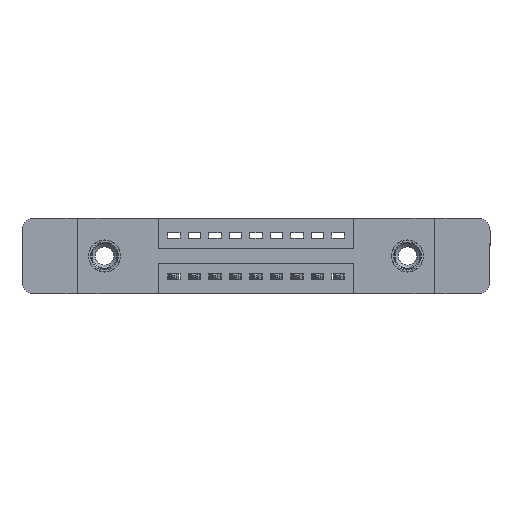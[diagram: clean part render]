
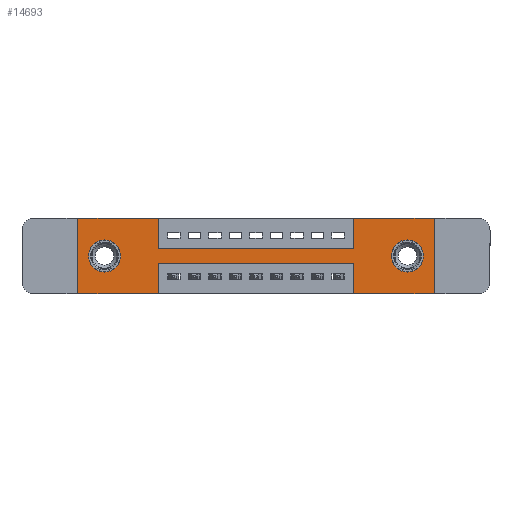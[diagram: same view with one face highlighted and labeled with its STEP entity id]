
A CAD part, front view. The second image highlights one B-rep face of the part: STEP entity #14693.
In plain terms, the highlighted planar face has unit normal (0, -1, 0).
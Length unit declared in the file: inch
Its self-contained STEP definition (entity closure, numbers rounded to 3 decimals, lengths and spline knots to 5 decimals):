
#75 = ORIENTED_EDGE ( 'NONE', *, *, #162, .F. ) ;
#162 = EDGE_CURVE ( 'NONE', #4594, #1754, #7799, .T. ) ;
#335 = CARTESIAN_POINT ( 'NONE',  ( 0., 0., 0. ) ) ;
#543 = CARTESIAN_POINT ( 'NONE',  ( 0.3925, 0., -0.37 ) ) ;
#597 = AXIS2_PLACEMENT_3D ( 'NONE', #15608, #5445, #8044 ) ;
#933 = LINE ( 'NONE', #6788, #8132 ) ;
#1161 = EDGE_CURVE ( 'NONE', #12405, #11406, #7966, .T. ) ;
#1239 = CARTESIAN_POINT ( 'NONE',  ( 1.3425, 0., -0.37 ) ) ;
#1315 = LINE ( 'NONE', #10773, #15197 ) ;
#1471 = CARTESIAN_POINT ( 'NONE',  ( 0., 0., -0.37 ) ) ;
#1478 = EDGE_CURVE ( 'NONE', #14902, #12405, #9316, .T. ) ;
#1565 = DIRECTION ( 'NONE',  ( 1., 0., 0. ) ) ;
#1721 = DIRECTION ( 'NONE',  ( 0., 0., -1. ) ) ;
#1754 = VERTEX_POINT ( 'NONE', #2820 ) ;
#1874 = EDGE_CURVE ( 'NONE', #16114, #9792, #1315, .T. ) ;
#1916 = EDGE_CURVE ( 'NONE', #5769, #4594, #13818, .T. ) ;
#2033 = ORIENTED_EDGE ( 'NONE', *, *, #3766, .T. ) ;
#2183 = CARTESIAN_POINT ( 'NONE',  ( 0.13, 0., -0.185 ) ) ;
#2201 = CIRCLE ( 'NONE', #4700, 0.078 ) ;
#2225 = VECTOR ( 'NONE', #12986, 39.37008 ) ;
#2234 = ORIENTED_EDGE ( 'NONE', *, *, #12344, .F. ) ;
#2604 = VERTEX_POINT ( 'NONE', #12965 ) ;
#2683 = EDGE_LOOP ( 'NONE', ( #7708, #4074 ) ) ;
#2820 = CARTESIAN_POINT ( 'NONE',  ( 0.3925, 0., -0.37 ) ) ;
#2837 = CARTESIAN_POINT ( 'NONE',  ( 0.3925, 0., 0. ) ) ;
#2903 = VECTOR ( 'NONE', #14345, 39.37008 ) ;
#3006 = VECTOR ( 'NONE', #7822, 39.37008 ) ;
#3092 = CARTESIAN_POINT ( 'NONE',  ( 1.735, 0., 0. ) ) ;
#3335 = CARTESIAN_POINT ( 'NONE',  ( 0.3925, 0., -0.22 ) ) ;
#3391 = VECTOR ( 'NONE', #1565, 39.37008 ) ;
#3766 = EDGE_CURVE ( 'NONE', #2604, #4514, #10421, .T. ) ;
#3973 = CARTESIAN_POINT ( 'NONE',  ( 1.605, 0., -0.185 ) ) ;
#4032 = DIRECTION ( 'NONE',  ( 0., -1., 0. ) ) ;
#4045 = ORIENTED_EDGE ( 'NONE', *, *, #13537, .T. ) ;
#4074 = ORIENTED_EDGE ( 'NONE', *, *, #11766, .T. ) ;
#4399 = DIRECTION ( 'NONE',  ( 0., 0., -1. ) ) ;
#4427 = VECTOR ( 'NONE', #4399, 39.37008 ) ;
#4460 = VERTEX_POINT ( 'NONE', #8633 ) ;
#4514 = VERTEX_POINT ( 'NONE', #13538 ) ;
#4530 = CARTESIAN_POINT ( 'NONE',  ( 0., 0., 0. ) ) ;
#4543 = ORIENTED_EDGE ( 'NONE', *, *, #4756, .F. ) ;
#4588 = ORIENTED_EDGE ( 'NONE', *, *, #12099, .F. ) ;
#4594 = VERTEX_POINT ( 'NONE', #3335 ) ;
#4700 = AXIS2_PLACEMENT_3D ( 'NONE', #3973, #14087, #1721 ) ;
#4756 = EDGE_CURVE ( 'NONE', #9792, #11312, #5030, .T. ) ;
#4832 = VECTOR ( 'NONE', #9035, 39.37008 ) ;
#4859 = EDGE_CURVE ( 'NONE', #4460, #11966, #2201, .T. ) ;
#4880 = EDGE_CURVE ( 'NONE', #11312, #9129, #11349, .T. ) ;
#5030 = LINE ( 'NONE', #9199, #3391 ) ;
#5445 = DIRECTION ( 'NONE',  ( 0., 1., 0. ) ) ;
#5497 = ORIENTED_EDGE ( 'NONE', *, *, #14695, .F. ) ;
#5585 = EDGE_CURVE ( 'NONE', #9129, #12013, #13513, .T. ) ;
#5671 = DIRECTION ( 'NONE',  ( 0., 0., 1. ) ) ;
#5769 = VERTEX_POINT ( 'NONE', #10624 ) ;
#6087 = CARTESIAN_POINT ( 'NONE',  ( 0.3925, 0., -0.15 ) ) ;
#6376 = ORIENTED_EDGE ( 'NONE', *, *, #1874, .F. ) ;
#6405 = CARTESIAN_POINT ( 'NONE',  ( 0., 0., -0.37 ) ) ;
#6458 = CARTESIAN_POINT ( 'NONE',  ( 1.735, 0., 0. ) ) ;
#6532 = FACE_BOUND ( 'NONE', #2683, .T. ) ;
#6575 = DIRECTION ( 'NONE',  ( 0., 0., -1. ) ) ;
#6759 = EDGE_LOOP ( 'NONE', ( #75, #12449, #4588, #6880, #15673, #4543, #6376, #15064, #2234, #7407, #8693, #5497 ) ) ;
#6763 = VECTOR ( 'NONE', #12006, 39.37008 ) ;
#6788 = CARTESIAN_POINT ( 'NONE',  ( 0., 0., -0.37 ) ) ;
#6880 = ORIENTED_EDGE ( 'NONE', *, *, #5585, .F. ) ;
#7208 = CIRCLE ( 'NONE', #597, 0.078 ) ;
#7407 = ORIENTED_EDGE ( 'NONE', *, *, #1161, .F. ) ;
#7442 = EDGE_LOOP ( 'NONE', ( #4045, #2033 ) ) ;
#7708 = ORIENTED_EDGE ( 'NONE', *, *, #4859, .T. ) ;
#7792 = LINE ( 'NONE', #2837, #2225 ) ;
#7799 = LINE ( 'NONE', #543, #4427 ) ;
#7822 = DIRECTION ( 'NONE',  ( -1., 0., 0. ) ) ;
#7966 = LINE ( 'NONE', #8263, #6763 ) ;
#8044 = DIRECTION ( 'NONE',  ( 0., 0., -1. ) ) ;
#8132 = VECTOR ( 'NONE', #14302, 39.37008 ) ;
#8234 = DIRECTION ( 'NONE',  ( 0., 0., -1. ) ) ;
#8263 = CARTESIAN_POINT ( 'NONE',  ( 0., 0., 0. ) ) ;
#8531 = CARTESIAN_POINT ( 'NONE',  ( 1.3425, 0., -0.37 ) ) ;
#8633 = CARTESIAN_POINT ( 'NONE',  ( 1.605, 0., -0.107 ) ) ;
#8693 = ORIENTED_EDGE ( 'NONE', *, *, #1478, .F. ) ;
#8758 = DIRECTION ( 'NONE',  ( 0., 0., 1. ) ) ;
#8945 = AXIS2_PLACEMENT_3D ( 'NONE', #9240, #10558, #14183 ) ;
#9035 = DIRECTION ( 'NONE',  ( 1., 0., 0. ) ) ;
#9129 = VERTEX_POINT ( 'NONE', #9835 ) ;
#9199 = CARTESIAN_POINT ( 'NONE',  ( 0., 0., 0. ) ) ;
#9240 = CARTESIAN_POINT ( 'NONE',  ( 0.13, 0., -0.185 ) ) ;
#9316 = LINE ( 'NONE', #335, #14421 ) ;
#9792 = VERTEX_POINT ( 'NONE', #11630 ) ;
#9835 = CARTESIAN_POINT ( 'NONE',  ( 1.735, 0., -0.37 ) ) ;
#10198 = LINE ( 'NONE', #15261, #4832 ) ;
#10421 = CIRCLE ( 'NONE', #14221, 0.078 ) ;
#10463 = DIRECTION ( 'NONE',  ( 0., 0., 1. ) ) ;
#10558 = DIRECTION ( 'NONE',  ( 0., 1., 0. ) ) ;
#10624 = CARTESIAN_POINT ( 'NONE',  ( 1.3425, 0., -0.22 ) ) ;
#10755 = CIRCLE ( 'NONE', #8945, 0.078 ) ;
#10773 = CARTESIAN_POINT ( 'NONE',  ( 1.3425, 0., 0. ) ) ;
#11017 = CARTESIAN_POINT ( 'NONE',  ( 1.605, 0., -0.263 ) ) ;
#11312 = VERTEX_POINT ( 'NONE', #3092 ) ;
#11349 = LINE ( 'NONE', #6458, #16279 ) ;
#11406 = VERTEX_POINT ( 'NONE', #15006 ) ;
#11488 = FACE_OUTER_BOUND ( 'NONE', #6759, .T. ) ;
#11630 = CARTESIAN_POINT ( 'NONE',  ( 1.3425, 0., 0. ) ) ;
#11755 = LINE ( 'NONE', #1239, #15503 ) ;
#11766 = EDGE_CURVE ( 'NONE', #11966, #4460, #7208, .T. ) ;
#11966 = VERTEX_POINT ( 'NONE', #11017 ) ;
#12006 = DIRECTION ( 'NONE',  ( 1., 0., 0. ) ) ;
#12013 = VERTEX_POINT ( 'NONE', #8531 ) ;
#12027 = CARTESIAN_POINT ( 'NONE',  ( 1.3425, 0., -0.15 ) ) ;
#12099 = EDGE_CURVE ( 'NONE', #12013, #5769, #11755, .T. ) ;
#12228 = EDGE_CURVE ( 'NONE', #15636, #16114, #10198, .T. ) ;
#12344 = EDGE_CURVE ( 'NONE', #11406, #15636, #7792, .T. ) ;
#12405 = VERTEX_POINT ( 'NONE', #4530 ) ;
#12449 = ORIENTED_EDGE ( 'NONE', *, *, #1916, .F. ) ;
#12965 = CARTESIAN_POINT ( 'NONE',  ( 0.13, 0., -0.263 ) ) ;
#12986 = DIRECTION ( 'NONE',  ( 0., 0., -1. ) ) ;
#13513 = LINE ( 'NONE', #1471, #3006 ) ;
#13537 = EDGE_CURVE ( 'NONE', #4514, #2604, #10755, .T. ) ;
#13538 = CARTESIAN_POINT ( 'NONE',  ( 0.13, 0., -0.107 ) ) ;
#13646 = FACE_BOUND ( 'NONE', #7442, .T. ) ;
#13772 = DIRECTION ( 'NONE',  ( 0., 1., 0. ) ) ;
#13818 = LINE ( 'NONE', #14456, #2903 ) ;
#14087 = DIRECTION ( 'NONE',  ( 0., 1., 0. ) ) ;
#14183 = DIRECTION ( 'NONE',  ( 0., 0., 1. ) ) ;
#14221 = AXIS2_PLACEMENT_3D ( 'NONE', #2183, #13772, #16246 ) ;
#14302 = DIRECTION ( 'NONE',  ( -1., 0., 0. ) ) ;
#14345 = DIRECTION ( 'NONE',  ( -1., 0., 0. ) ) ;
#14421 = VECTOR ( 'NONE', #10463, 39.37008 ) ;
#14456 = CARTESIAN_POINT ( 'NONE',  ( 0.3925, 0., -0.22 ) ) ;
#14536 = AXIS2_PLACEMENT_3D ( 'NONE', #6405, #4032, #6575 ) ;
#14693 = ADVANCED_FACE ( 'NONE', ( #6532, #13646, #11488 ), #15470, .T. ) ;
#14695 = EDGE_CURVE ( 'NONE', #1754, #14902, #933, .T. ) ;
#14738 = CARTESIAN_POINT ( 'NONE',  ( 0., 0., -0.37 ) ) ;
#14902 = VERTEX_POINT ( 'NONE', #14738 ) ;
#15006 = CARTESIAN_POINT ( 'NONE',  ( 0.3925, 0., 0. ) ) ;
#15064 = ORIENTED_EDGE ( 'NONE', *, *, #12228, .F. ) ;
#15197 = VECTOR ( 'NONE', #5671, 39.37008 ) ;
#15261 = CARTESIAN_POINT ( 'NONE',  ( 0.3925, 0., -0.15 ) ) ;
#15470 = PLANE ( 'NONE',  #14536 ) ;
#15503 = VECTOR ( 'NONE', #8758, 39.37008 ) ;
#15608 = CARTESIAN_POINT ( 'NONE',  ( 1.605, 0., -0.185 ) ) ;
#15636 = VERTEX_POINT ( 'NONE', #6087 ) ;
#15673 = ORIENTED_EDGE ( 'NONE', *, *, #4880, .F. ) ;
#16114 = VERTEX_POINT ( 'NONE', #12027 ) ;
#16246 = DIRECTION ( 'NONE',  ( 0., 0., 1. ) ) ;
#16279 = VECTOR ( 'NONE', #8234, 39.37008 ) ;
